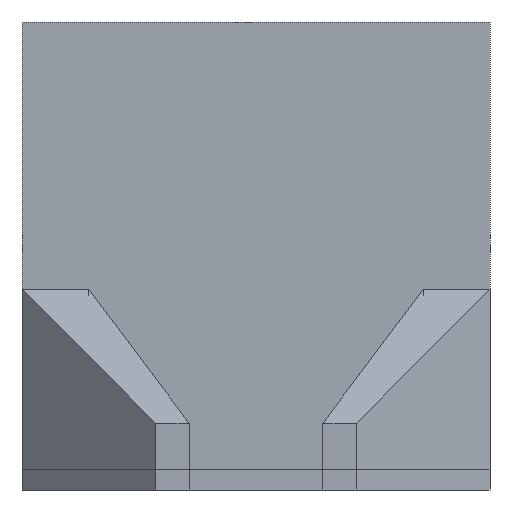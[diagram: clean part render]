
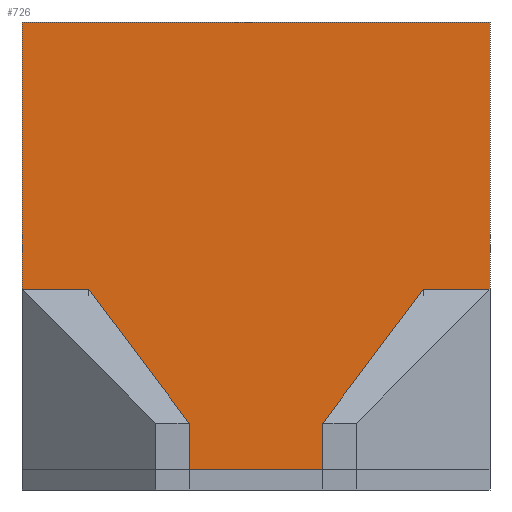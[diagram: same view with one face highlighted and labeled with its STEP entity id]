
A CAD part, front view. The second image highlights one B-rep face of the part: STEP entity #726.
In plain terms, the highlighted planar face has unit normal (0, -1, 0).
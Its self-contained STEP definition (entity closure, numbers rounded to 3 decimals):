
#46=PLANE('',#797);
#90=FACE_OUTER_BOUND('',#142,.T.);
#142=EDGE_LOOP('',(#597,#598,#599,#600));
#198=LINE('',#1098,#286);
#206=LINE('',#1113,#294);
#207=LINE('',#1115,#295);
#208=LINE('',#1116,#296);
#286=VECTOR('',#901,10.);
#294=VECTOR('',#913,10.);
#295=VECTOR('',#916,10.);
#296=VECTOR('',#917,10.);
#377=VERTEX_POINT('',#1094);
#379=VERTEX_POINT('',#1097);
#383=VERTEX_POINT('',#1109);
#384=VERTEX_POINT('',#1111);
#454=EDGE_CURVE('',#377,#379,#198,.T.);
#462=EDGE_CURVE('',#383,#384,#206,.T.);
#463=EDGE_CURVE('',#383,#377,#207,.T.);
#464=EDGE_CURVE('',#379,#384,#208,.T.);
#597=ORIENTED_EDGE('',*,*,#463,.F.);
#598=ORIENTED_EDGE('',*,*,#462,.T.);
#599=ORIENTED_EDGE('',*,*,#464,.F.);
#600=ORIENTED_EDGE('',*,*,#454,.F.);
#726=ADVANCED_FACE('',(#90),#46,.T.);
#797=AXIS2_PLACEMENT_3D('',#1114,#914,#915);
#901=DIRECTION('',(0.,0.,1.));
#913=DIRECTION('',(0.,0.,1.));
#914=DIRECTION('center_axis',(0.,-1.,0.));
#915=DIRECTION('ref_axis',(1.,0.,0.));
#916=DIRECTION('',(-1.,0.,0.));
#917=DIRECTION('',(1.,0.,0.));
#1094=CARTESIAN_POINT('',(-20.,220.,0.));
#1097=CARTESIAN_POINT('',(-20.,220.,70.));
#1098=CARTESIAN_POINT('',(-20.,220.,0.));
#1109=CARTESIAN_POINT('',(50.,220.,0.));
#1111=CARTESIAN_POINT('',(50.,220.,70.));
#1113=CARTESIAN_POINT('',(50.,220.,0.));
#1114=CARTESIAN_POINT('Origin',(-20.,220.,0.));
#1115=CARTESIAN_POINT('',(50.,220.,0.));
#1116=CARTESIAN_POINT('',(50.,220.,70.));
